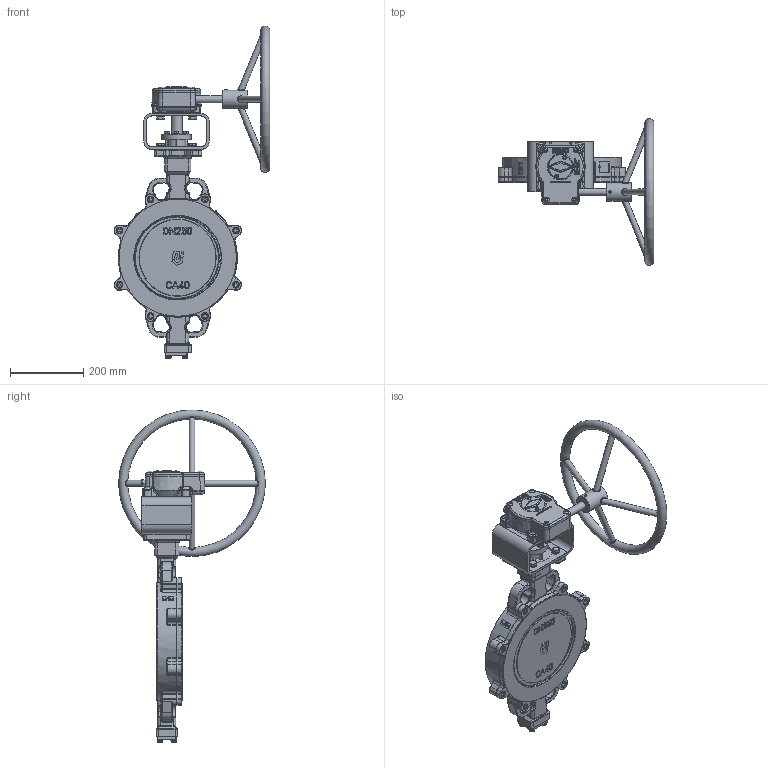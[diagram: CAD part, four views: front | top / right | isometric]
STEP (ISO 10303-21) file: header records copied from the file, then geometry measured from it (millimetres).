
FILE_DESCRIPTION(('HOOPS Exchange Step'),'2;1');
FILE_NAME('AK13_DN250_PN10-40-ANSI150-300_Getriebe.stp','2024-11-22T12:00:12+01:00',('nieru'),('Unknown organisation'),'HOOPS Exchange 2024.2','HOOPS Exchange','Unknown authorisation');
FILE_SCHEMA( ('AP203_CONFIGURATION_CONTROLLED_3D_DESIGN_OF_MECHANICAL_PARTS_AND_ASSEMBLIES_MIM_LF') );
Length unit declared in the file: millimetre
Products named in the file (11): 0; root
Assembly tree (10 placements, depth 4):
  root
    0
    0
      0
        0
        0
      0
      0
      0
        0
      0
Bounding box: 425.59 x 400 x 906.4 mm (x, y, z)
Volume: 6451179.5 mm3; surface area: 1149146 mm2
Topology: 76 solids, 697 shells, 4157 faces, 11367 edges, 7978 vertices
Faces by surface type: bspline 1241, plane 1060, cylinder 1037, cone 448, torus 345, sphere 24, extrusion 2
Full cylindrical faces by diameter (mm): 2.2 x1, 6 x2, 8 x2, 10 x2, 12 x6, 13 x8, 14 x4, 16 x15, 18 x4, 20 x3, 21.1 x4, 21.533 x1, 28 x2, 30 x6, 40 x1, 50 x1, 50.278 x1, 67 x1, 72 x1, 80 x1, 102 x1, 210 x1, 226.071 x1, 241.5 x1, 258.5 x1, 320 x1
Entity records: 346893 total; most frequent: CARTESIAN_POINT 248089, ORIENTED_EDGE 19583, DIRECTION 17531, EDGE_CURVE 11257, VERTEX_POINT 7978, AXIS2_PLACEMENT_3D 6801, EDGE_LOOP 4382, FACE_BOUND 4382
